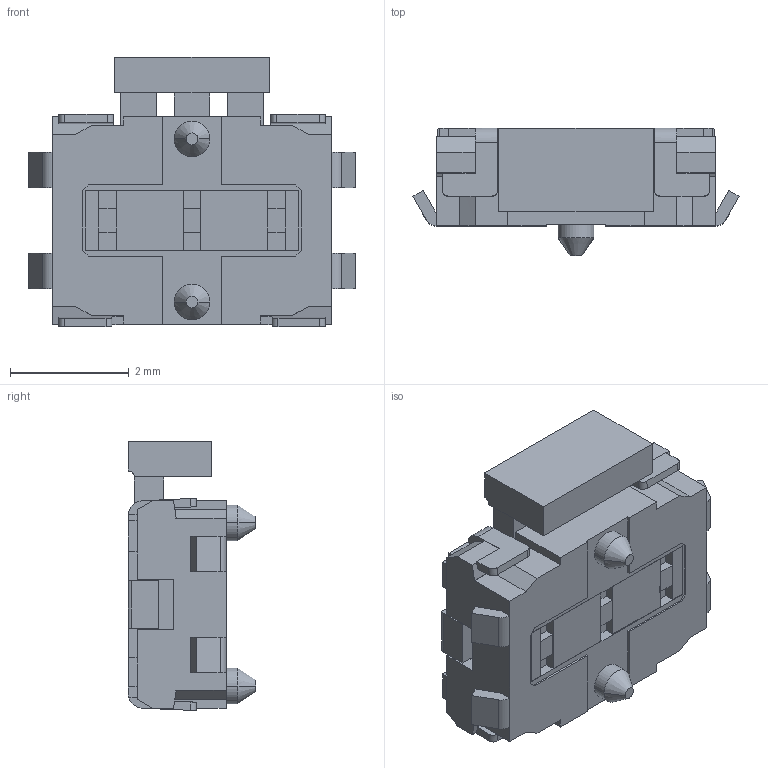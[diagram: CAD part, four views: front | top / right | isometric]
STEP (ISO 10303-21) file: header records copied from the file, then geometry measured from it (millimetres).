
FILE_DESCRIPTION (( 'STEP AP214' ), '1' );
FILE_NAME ('EVQPUD02K.STEP', '2013-05-09T01:22:45', ( '' ), ( '' ), 'SwSTEP 2.0', 'SolidWorks 2011', '' );
FILE_SCHEMA (( 'AUTOMOTIVE_DESIGN' ));
Length unit declared in the file: millimetre
Products named in the file (1): EVQPUD02K
Bounding box: 5.5 x 2.15 x 4.54 mm (x, y, z)
Volume: 27.6 mm3; surface area: 92.8 mm2
Topology: 1 solids, 1 shells, 283 faces, 822 edges, 539 vertices
Faces by surface type: plane 242, cylinder 35, cone 4, bspline 2
Entity records: 9303 total; most frequent: CARTESIAN_POINT 1734, ORIENTED_EDGE 1644, DIRECTION 1461, EDGE_CURVE 822, LINE 737, VECTOR 737, VERTEX_POINT 539, AXIS2_PLACEMENT_3D 362
